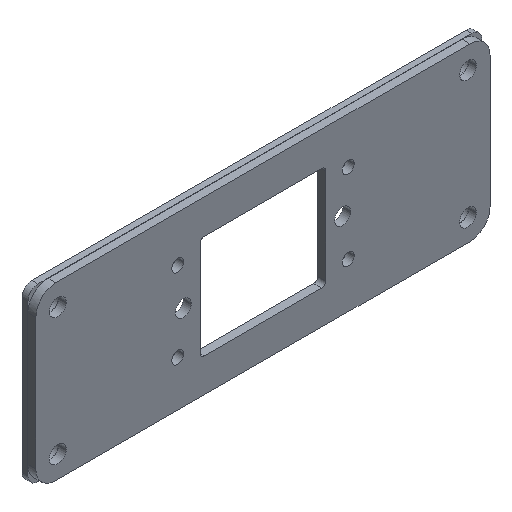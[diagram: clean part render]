
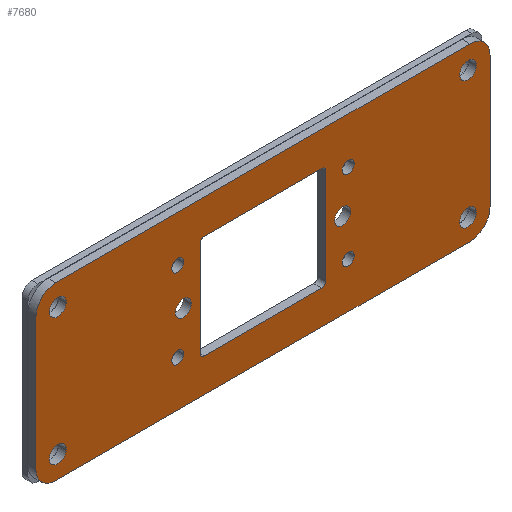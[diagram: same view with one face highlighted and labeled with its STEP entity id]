
A CAD part, isometric view. The second image highlights one B-rep face of the part: STEP entity #7680.
In plain terms, the highlighted face is planar.
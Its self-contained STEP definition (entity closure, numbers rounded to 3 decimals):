
#3790=CARTESIAN_POINT('',(114.,5.,-2.));
#3800=VERTEX_POINT('',#3790);
#3830=CARTESIAN_POINT('',(109.,5.,-2.));
#3840=DIRECTION('',(0.,0.,-1.));
#3850=DIRECTION('',(-1.,0.,0.));
#3860=AXIS2_PLACEMENT_3D('',#3830,#3840,#3850);
#3870=CIRCLE('',#3860,5.);
#3880=CARTESIAN_POINT('',(109.,0.,-2.));
#3890=VERTEX_POINT('',#3880);
#3900=EDGE_CURVE('',#3800,#3890,#3870,.T.);
#4750=CARTESIAN_POINT('',(114.,38.,-2.));
#4760=VERTEX_POINT('',#4750);
#4790=CARTESIAN_POINT('',(114.,0.,-2.));
#4800=DIRECTION('',(0.,1.,0.));
#4810=VECTOR('',#4800,1.);
#4820=LINE('',#4790,#4810);
#4830=EDGE_CURVE('',#3800,#4760,#4820,.T.);
#4900=CARTESIAN_POINT('',(0.,0.,-2.));
#4910=DIRECTION('',(0.,0.,1.));
#4920=DIRECTION('',(1.,0.,0.));
#4930=AXIS2_PLACEMENT_3D('',#4900,#4910,#4920);
#4940=PLANE('',#4930);
#4950=CARTESIAN_POINT('',(78.4,31.5,-2.));
#4960=DIRECTION('',(0.,0.,1.));
#4970=DIRECTION('',(1.,0.,0.));
#4980=AXIS2_PLACEMENT_3D('',#4950,#4960,#4970);
#4990=CIRCLE('',#4980,1.5);
#5000=CARTESIAN_POINT('',(79.9,31.5,-2.));
#5010=VERTEX_POINT('',#5000);
#5020=CARTESIAN_POINT('',(76.9,31.5,-2.));
#5030=VERTEX_POINT('',#5020);
#5040=EDGE_CURVE('',#5010,#5030,#4990,.T.);
#5050=ORIENTED_EDGE('',*,*,#5040,.T.);
#5060=EDGE_CURVE('',#5030,#5010,#4990,.T.);
#5070=ORIENTED_EDGE('',*,*,#5060,.T.);
#5080=EDGE_LOOP('',(#5070,#5050));
#5090=FACE_BOUND('',#5080,.T.);
#5100=CARTESIAN_POINT('',(108.5,5.5,-2.));
#5110=DIRECTION('',(0.,0.,1.));
#5120=DIRECTION('',(1.,0.,0.));
#5130=AXIS2_PLACEMENT_3D('',#5100,#5110,#5120);
#5140=CIRCLE('',#5130,2.1);
#5150=CARTESIAN_POINT('',(110.6,5.5,-2.));
#5160=VERTEX_POINT('',#5150);
#5170=CARTESIAN_POINT('',(106.4,5.5,-2.));
#5180=VERTEX_POINT('',#5170);
#5190=EDGE_CURVE('',#5160,#5180,#5140,.T.);
#5200=ORIENTED_EDGE('',*,*,#5190,.T.);
#5210=EDGE_CURVE('',#5180,#5160,#5140,.T.);
#5220=ORIENTED_EDGE('',*,*,#5210,.T.);
#5230=EDGE_LOOP('',(#5220,#5200));
#5240=FACE_BOUND('',#5230,.T.);
#5250=CARTESIAN_POINT('',(5.5,5.5,-2.));
#5260=DIRECTION('',(0.,0.,1.));
#5270=DIRECTION('',(1.,0.,0.));
#5280=AXIS2_PLACEMENT_3D('',#5250,#5260,#5270);
#5290=CIRCLE('',#5280,2.1);
#5300=CARTESIAN_POINT('',(7.6,5.5,-2.));
#5310=VERTEX_POINT('',#5300);
#5320=CARTESIAN_POINT('',(3.4,5.5,-2.));
#5330=VERTEX_POINT('',#5320);
#5340=EDGE_CURVE('',#5310,#5330,#5290,.T.);
#5350=ORIENTED_EDGE('',*,*,#5340,.T.);
#5360=EDGE_CURVE('',#5330,#5310,#5290,.T.);
#5370=ORIENTED_EDGE('',*,*,#5360,.T.);
#5380=EDGE_LOOP('',(#5370,#5350));
#5390=FACE_BOUND('',#5380,.T.);
#5400=CARTESIAN_POINT('',(5.5,37.5,-2.));
#5410=DIRECTION('',(0.,0.,1.));
#5420=DIRECTION('',(1.,0.,0.));
#5430=AXIS2_PLACEMENT_3D('',#5400,#5410,#5420);
#5440=CIRCLE('',#5430,2.1);
#5450=CARTESIAN_POINT('',(7.6,37.5,-2.));
#5460=VERTEX_POINT('',#5450);
#5470=CARTESIAN_POINT('',(3.4,37.5,-2.));
#5480=VERTEX_POINT('',#5470);
#5490=EDGE_CURVE('',#5460,#5480,#5440,.T.);
#5500=ORIENTED_EDGE('',*,*,#5490,.T.);
#5510=EDGE_CURVE('',#5480,#5460,#5440,.T.);
#5520=ORIENTED_EDGE('',*,*,#5510,.T.);
#5530=EDGE_LOOP('',(#5520,#5500));
#5540=FACE_BOUND('',#5530,.T.);
#5550=CARTESIAN_POINT('',(37.,21.5,-2.));
#5560=DIRECTION('',(0.,0.,1.));
#5570=DIRECTION('',(1.,0.,0.));
#5580=AXIS2_PLACEMENT_3D('',#5550,#5560,#5570);
#5590=CIRCLE('',#5580,2.);
#5600=CARTESIAN_POINT('',(39.,21.5,-2.));
#5610=VERTEX_POINT('',#5600);
#5620=CARTESIAN_POINT('',(35.,21.5,-2.));
#5630=VERTEX_POINT('',#5620);
#5640=EDGE_CURVE('',#5610,#5630,#5590,.T.);
#5650=ORIENTED_EDGE('',*,*,#5640,.T.);
#5660=EDGE_CURVE('',#5630,#5610,#5590,.T.);
#5670=ORIENTED_EDGE('',*,*,#5660,.T.);
#5680=EDGE_LOOP('',(#5670,#5650));
#5690=FACE_BOUND('',#5680,.T.);
#5700=CARTESIAN_POINT('',(42.25,33.5,-2.));
#5710=DIRECTION('',(0.,0.,1.));
#5720=DIRECTION('',(1.,0.,0.));
#5730=AXIS2_PLACEMENT_3D('',#5700,#5710,#5720);
#5740=CIRCLE('',#5730,1.);
#5750=CARTESIAN_POINT('',(42.25,34.5,-2.));
#5760=VERTEX_POINT('',#5750);
#5770=CARTESIAN_POINT('',(41.25,33.5,-2.));
#5780=VERTEX_POINT('',#5770);
#5790=EDGE_CURVE('',#5760,#5780,#5740,.T.);
#5800=ORIENTED_EDGE('',*,*,#5790,.T.);
#5810=CARTESIAN_POINT('',(88.,34.5,-2.));
#5820=DIRECTION('',(-1.,0.,0.));
#5830=VECTOR('',#5820,1.);
#5840=LINE('',#5810,#5830);
#5850=CARTESIAN_POINT('',(71.75,34.5,-2.));
#5860=VERTEX_POINT('',#5850);
#5870=EDGE_CURVE('',#5860,#5760,#5840,.T.);
#5880=ORIENTED_EDGE('',*,*,#5870,.T.);
#5890=CARTESIAN_POINT('',(71.75,33.5,-2.));
#5900=DIRECTION('',(0.,0.,1.));
#5910=DIRECTION('',(1.,0.,0.));
#5920=AXIS2_PLACEMENT_3D('',#5890,#5900,#5910);
#5930=CIRCLE('',#5920,1.);
#5940=CARTESIAN_POINT('',(72.75,33.5,-2.));
#5950=VERTEX_POINT('',#5940);
#5960=EDGE_CURVE('',#5950,#5860,#5930,.T.);
#5970=ORIENTED_EDGE('',*,*,#5960,.T.);
#5980=CARTESIAN_POINT('',(72.75,11.75,-2.));
#5990=DIRECTION('',(0.,1.,0.));
#6000=VECTOR('',#5990,1.);
#6010=LINE('',#5980,#6000);
#6020=CARTESIAN_POINT('',(72.75,9.5,-2.));
#6030=VERTEX_POINT('',#6020);
#6040=EDGE_CURVE('',#6030,#5950,#6010,.T.);
#6050=ORIENTED_EDGE('',*,*,#6040,.T.);
#6060=CARTESIAN_POINT('',(71.75,9.5,-2.));
#6070=DIRECTION('',(0.,0.,-1.));
#6080=DIRECTION('',(-1.,0.,0.));
#6090=AXIS2_PLACEMENT_3D('',#6060,#6070,#6080);
#6100=CIRCLE('',#6090,1.);
#6110=CARTESIAN_POINT('',(71.75,8.5,-2.));
#6120=VERTEX_POINT('',#6110);
#6130=EDGE_CURVE('',#6030,#6120,#6100,.T.);
#6140=ORIENTED_EDGE('',*,*,#6130,.F.);
#6150=CARTESIAN_POINT('',(26.,8.5,-2.));
#6160=DIRECTION('',(1.,0.,0.));
#6170=VECTOR('',#6160,1.);
#6180=LINE('',#6150,#6170);
#6190=CARTESIAN_POINT('',(42.25,8.5,-2.));
#6200=VERTEX_POINT('',#6190);
#6210=EDGE_CURVE('',#6200,#6120,#6180,.T.);
#6220=ORIENTED_EDGE('',*,*,#6210,.T.);
#6230=CARTESIAN_POINT('',(42.25,9.5,-2.));
#6240=DIRECTION('',(0.,0.,1.));
#6250=DIRECTION('',(1.,0.,0.));
#6260=AXIS2_PLACEMENT_3D('',#6230,#6240,#6250);
#6270=CIRCLE('',#6260,1.);
#6280=CARTESIAN_POINT('',(41.25,9.5,-2.));
#6290=VERTEX_POINT('',#6280);
#6300=EDGE_CURVE('',#6290,#6200,#6270,.T.);
#6310=ORIENTED_EDGE('',*,*,#6300,.T.);
#6320=CARTESIAN_POINT('',(41.25,31.25,-2.));
#6330=DIRECTION('',(0.,-1.,0.));
#6340=VECTOR('',#6330,1.);
#6350=LINE('',#6320,#6340);
#6360=EDGE_CURVE('',#5780,#6290,#6350,.T.);
#6370=ORIENTED_EDGE('',*,*,#6360,.T.);
#6380=EDGE_LOOP('',(#6370,#6310,#6220,#6140,#6050,#5970,#5880,#5800));
#6390=FACE_BOUND('',#6380,.T.);
#6400=CARTESIAN_POINT('',(35.6,31.5,-2.));
#6410=DIRECTION('',(0.,0.,1.));
#6420=DIRECTION('',(1.,0.,0.));
#6430=AXIS2_PLACEMENT_3D('',#6400,#6410,#6420);
#6440=CIRCLE('',#6430,1.5);
#6450=CARTESIAN_POINT('',(37.1,31.5,-2.));
#6460=VERTEX_POINT('',#6450);
#6470=CARTESIAN_POINT('',(34.1,31.5,-2.));
#6480=VERTEX_POINT('',#6470);
#6490=EDGE_CURVE('',#6460,#6480,#6440,.T.);
#6500=ORIENTED_EDGE('',*,*,#6490,.T.);
#6510=EDGE_CURVE('',#6480,#6460,#6440,.T.);
#6520=ORIENTED_EDGE('',*,*,#6510,.T.);
#6530=EDGE_LOOP('',(#6520,#6500));
#6540=FACE_BOUND('',#6530,.T.);
#6550=CARTESIAN_POINT('',(35.6,11.5,-2.));
#6560=DIRECTION('',(0.,0.,1.));
#6570=DIRECTION('',(1.,0.,0.));
#6580=AXIS2_PLACEMENT_3D('',#6550,#6560,#6570);
#6590=CIRCLE('',#6580,1.5);
#6600=CARTESIAN_POINT('',(37.1,11.5,-2.));
#6610=VERTEX_POINT('',#6600);
#6620=CARTESIAN_POINT('',(34.1,11.5,-2.));
#6630=VERTEX_POINT('',#6620);
#6640=EDGE_CURVE('',#6610,#6630,#6590,.T.);
#6650=ORIENTED_EDGE('',*,*,#6640,.T.);
#6660=EDGE_CURVE('',#6630,#6610,#6590,.T.);
#6670=ORIENTED_EDGE('',*,*,#6660,.T.);
#6680=EDGE_LOOP('',(#6670,#6650));
#6690=FACE_BOUND('',#6680,.T.);
#6700=CARTESIAN_POINT('',(108.5,37.5,-2.));
#6710=DIRECTION('',(0.,0.,1.));
#6720=DIRECTION('',(1.,0.,0.));
#6730=AXIS2_PLACEMENT_3D('',#6700,#6710,#6720);
#6740=CIRCLE('',#6730,2.1);
#6750=CARTESIAN_POINT('',(110.6,37.5,-2.));
#6760=VERTEX_POINT('',#6750);
#6770=CARTESIAN_POINT('',(106.4,37.5,-2.));
#6780=VERTEX_POINT('',#6770);
#6790=EDGE_CURVE('',#6760,#6780,#6740,.T.);
#6800=ORIENTED_EDGE('',*,*,#6790,.T.);
#6810=EDGE_CURVE('',#6780,#6760,#6740,.T.);
#6820=ORIENTED_EDGE('',*,*,#6810,.T.);
#6830=EDGE_LOOP('',(#6820,#6800));
#6840=FACE_BOUND('',#6830,.T.);
#6850=CARTESIAN_POINT('',(78.4,11.5,-2.));
#6860=DIRECTION('',(0.,0.,1.));
#6870=DIRECTION('',(1.,0.,0.));
#6880=AXIS2_PLACEMENT_3D('',#6850,#6860,#6870);
#6890=CIRCLE('',#6880,1.5);
#6900=CARTESIAN_POINT('',(79.9,11.5,-2.));
#6910=VERTEX_POINT('',#6900);
#6920=CARTESIAN_POINT('',(76.9,11.5,-2.));
#6930=VERTEX_POINT('',#6920);
#6940=EDGE_CURVE('',#6910,#6930,#6890,.T.);
#6950=ORIENTED_EDGE('',*,*,#6940,.T.);
#6960=EDGE_CURVE('',#6930,#6910,#6890,.T.);
#6970=ORIENTED_EDGE('',*,*,#6960,.T.);
#6980=EDGE_LOOP('',(#6970,#6950));
#6990=FACE_BOUND('',#6980,.T.);
#7000=CARTESIAN_POINT('',(77.,21.5,-2.));
#7010=DIRECTION('',(0.,0.,1.));
#7020=DIRECTION('',(1.,0.,0.));
#7030=AXIS2_PLACEMENT_3D('',#7000,#7010,#7020);
#7040=CIRCLE('',#7030,2.);
#7050=CARTESIAN_POINT('',(79.,21.5,-2.));
#7060=VERTEX_POINT('',#7050);
#7070=CARTESIAN_POINT('',(75.,21.5,-2.));
#7080=VERTEX_POINT('',#7070);
#7090=EDGE_CURVE('',#7060,#7080,#7040,.T.);
#7100=ORIENTED_EDGE('',*,*,#7090,.T.);
#7110=EDGE_CURVE('',#7080,#7060,#7040,.T.);
#7120=ORIENTED_EDGE('',*,*,#7110,.T.);
#7130=EDGE_LOOP('',(#7120,#7100));
#7140=FACE_BOUND('',#7130,.T.);
#7150=CARTESIAN_POINT('',(5.,38.,-2.));
#7160=DIRECTION('',(0.,0.,-1.));
#7170=DIRECTION('',(-1.,0.,0.));
#7180=AXIS2_PLACEMENT_3D('',#7150,#7160,#7170);
#7190=CIRCLE('',#7180,5.);
#7200=CARTESIAN_POINT('',(0.,38.,-2.));
#7210=VERTEX_POINT('',#7200);
#7220=CARTESIAN_POINT('',(5.,43.,-2.));
#7230=VERTEX_POINT('',#7220);
#7240=EDGE_CURVE('',#7210,#7230,#7190,.T.);
#7250=ORIENTED_EDGE('',*,*,#7240,.T.);
#7260=CARTESIAN_POINT('',(0.,43.,-2.));
#7270=DIRECTION('',(0.,-1.,0.));
#7280=VECTOR('',#7270,1.);
#7290=LINE('',#7260,#7280);
#7300=CARTESIAN_POINT('',(0.,5.,-2.));
#7310=VERTEX_POINT('',#7300);
#7320=EDGE_CURVE('',#7210,#7310,#7290,.T.);
#7330=ORIENTED_EDGE('',*,*,#7320,.F.);
#7340=CARTESIAN_POINT('',(5.,5.,-2.));
#7350=DIRECTION('',(0.,0.,-1.));
#7360=DIRECTION('',(-1.,0.,0.));
#7370=AXIS2_PLACEMENT_3D('',#7340,#7350,#7360);
#7380=CIRCLE('',#7370,5.);
#7390=CARTESIAN_POINT('',(5.,0.,-2.));
#7400=VERTEX_POINT('',#7390);
#7410=EDGE_CURVE('',#7400,#7310,#7380,.T.);
#7420=ORIENTED_EDGE('',*,*,#7410,.T.);
#7430=CARTESIAN_POINT('',(-13.5,0.,-2.));
#7440=DIRECTION('',(1.,0.,0.));
#7450=VECTOR('',#7440,1.);
#7460=LINE('',#7430,#7450);
#7470=EDGE_CURVE('',#7400,#3890,#7460,.T.);
#7480=ORIENTED_EDGE('',*,*,#7470,.F.);
#7490=ORIENTED_EDGE('',*,*,#3900,.T.);
#7500=ORIENTED_EDGE('',*,*,#4830,.F.);
#7510=CARTESIAN_POINT('',(109.,38.,-2.));
#7520=DIRECTION('',(0.,0.,-1.));
#7530=DIRECTION('',(-1.,0.,0.));
#7540=AXIS2_PLACEMENT_3D('',#7510,#7520,#7530);
#7550=CIRCLE('',#7540,5.);
#7560=CARTESIAN_POINT('',(109.,43.,-2.));
#7570=VERTEX_POINT('',#7560);
#7580=EDGE_CURVE('',#7570,#4760,#7550,.T.);
#7590=ORIENTED_EDGE('',*,*,#7580,.T.);
#7600=CARTESIAN_POINT('',(127.5,43.,-2.));
#7610=DIRECTION('',(-1.,0.,0.));
#7620=VECTOR('',#7610,1.);
#7630=LINE('',#7600,#7620);
#7640=EDGE_CURVE('',#7570,#7230,#7630,.T.);
#7650=ORIENTED_EDGE('',*,*,#7640,.F.);
#7660=EDGE_LOOP('',(#7650,#7590,#7500,#7490,#7480,#7420,#7330,#7250));
#7670=FACE_OUTER_BOUND('',#7660,.T.);
#7680=ADVANCED_FACE('',(#5090,#5240,#5390,#5540,#5690,#6390,#6540,#6690,
#6840,#6990,#7140,#7670),#4940,.F.);
